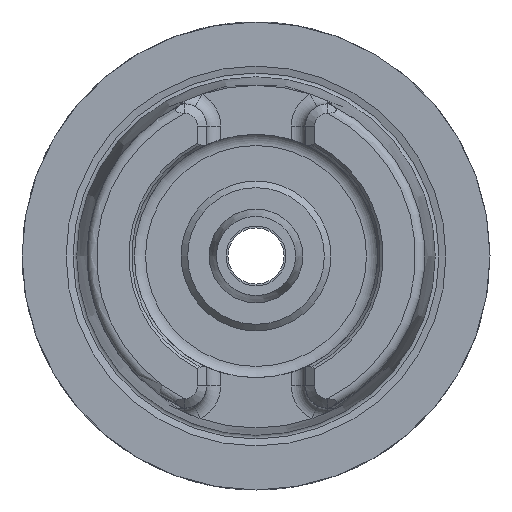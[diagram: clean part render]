
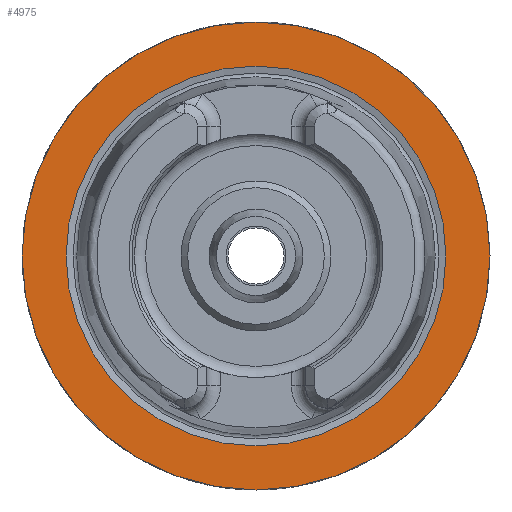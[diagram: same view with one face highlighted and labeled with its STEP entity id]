
A CAD part, left-side view. The second image highlights one B-rep face of the part: STEP entity #4975.
In plain terms, the highlighted planar face has unit normal (-1, 0, 0).
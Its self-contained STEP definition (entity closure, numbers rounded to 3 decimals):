
#4487=CARTESIAN_POINT('',(0.0,25.,0.0));
#4488=VERTEX_POINT('',#4487);
#4489=CARTESIAN_POINT('',(0.0,0.0,0.0));
#4490=DIRECTION('',(1.0,0.0,0.0));
#4491=DIRECTION('',(0.0,1.0,0.0));
#4492=AXIS2_PLACEMENT_3D('',#4489,#4490,#4491);
#4493=CIRCLE('',#4492,25.);
#4494=EDGE_CURVE('',#4488,#4488,#4493,.T.);
#4949=CARTESIAN_POINT('',(0.0,20.296,0.0));
#4950=VERTEX_POINT('',#4949);
#4951=CARTESIAN_POINT('',(0.0,0.0,0.0));
#4952=DIRECTION('',(1.0,0.0,0.0));
#4953=DIRECTION('',(0.0,1.0,0.0));
#4954=AXIS2_PLACEMENT_3D('',#4951,#4952,#4953);
#4955=CIRCLE('',#4954,20.296);
#4956=EDGE_CURVE('',#4950,#4950,#4955,.T.);
#4964=CARTESIAN_POINT('',(0.0,22.648,0.0));
#4965=DIRECTION('',(-1.0,0.0,0.0));
#4966=DIRECTION('',(0.0,0.0,1.0));
#4967=AXIS2_PLACEMENT_3D('',#4964,#4965,#4966);
#4968=PLANE('',#4967);
#4969=ORIENTED_EDGE('',*,*,#4494,.F.);
#4970=EDGE_LOOP('',(#4969));
#4971=FACE_OUTER_BOUND('',#4970,.T.);
#4972=ORIENTED_EDGE('',*,*,#4956,.T.);
#4973=EDGE_LOOP('',(#4972));
#4974=FACE_BOUND('',#4973,.T.);
#4975=ADVANCED_FACE('',(#4971,#4974),#4968,.T.);
